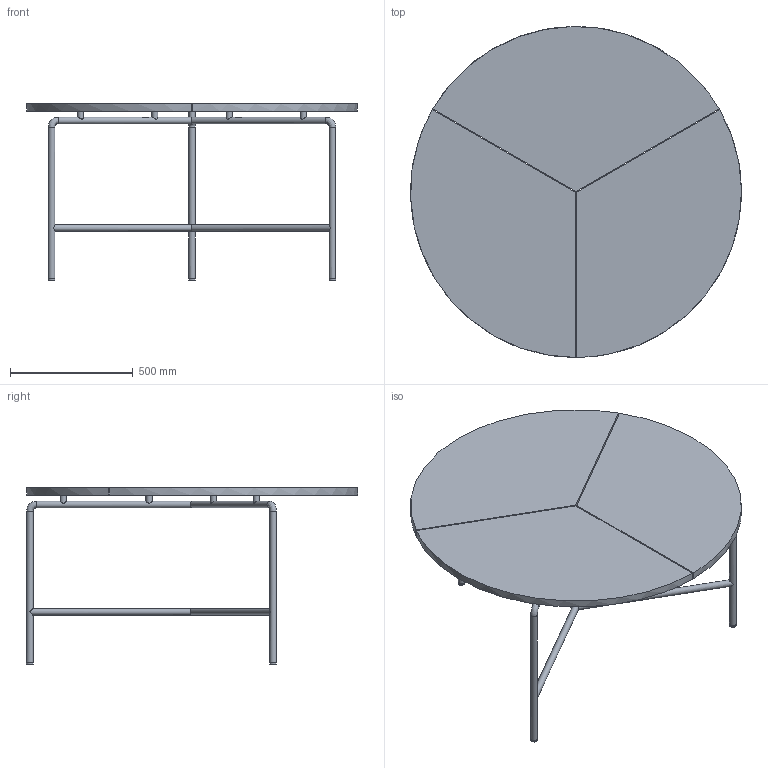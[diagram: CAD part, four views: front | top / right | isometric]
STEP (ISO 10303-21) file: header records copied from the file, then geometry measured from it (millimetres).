
FILE_DESCRIPTION(/* description */ (''),/* implementation_level */ '2;1');
FILE_NAME(/* name */ 'Circular_CB-35_3D',/* time_stamp */ '2023-10-06T13:33:11+02:00',/* author */ (''),/* organization */ (''),/* preprocessor_version */ 'ST-DEVELOPER v16.5',/* originating_system */ 'Rhino 7.31',/* authorisation */ '');
FILE_SCHEMA (('AUTOMOTIVE_DESIGN'));
Length unit declared in the file: centimetre
Products named in the file (2): Document; Circular_CB-35
Assembly tree (1 placements, depth 2):
  Document
    Circular_CB-35
Bounding box: 1349.92 x 1349.99 x 720 mm (x, y, z)
Volume: 45770187.6 mm3; surface area: 3815387 mm2
Topology: 2 solids, 2 shells, 90 faces, 222 edges, 140 vertices
Faces by surface type: cylinder 47, plane 40, bspline 3
Full cylindrical faces by diameter (mm): 10 x6, 25 x6, 27 x12
Entity records: 3951 total; most frequent: CARTESIAN_POINT 2413, ORIENTED_EDGE 444, EDGE_CURVE 222, VERTEX_POINT 140, EDGE_LOOP 106, B_SPLINE_CURVE_WITH_KNOTS 100, DIRECTION 95, AXIS2_PLACEMENT_3D 91
